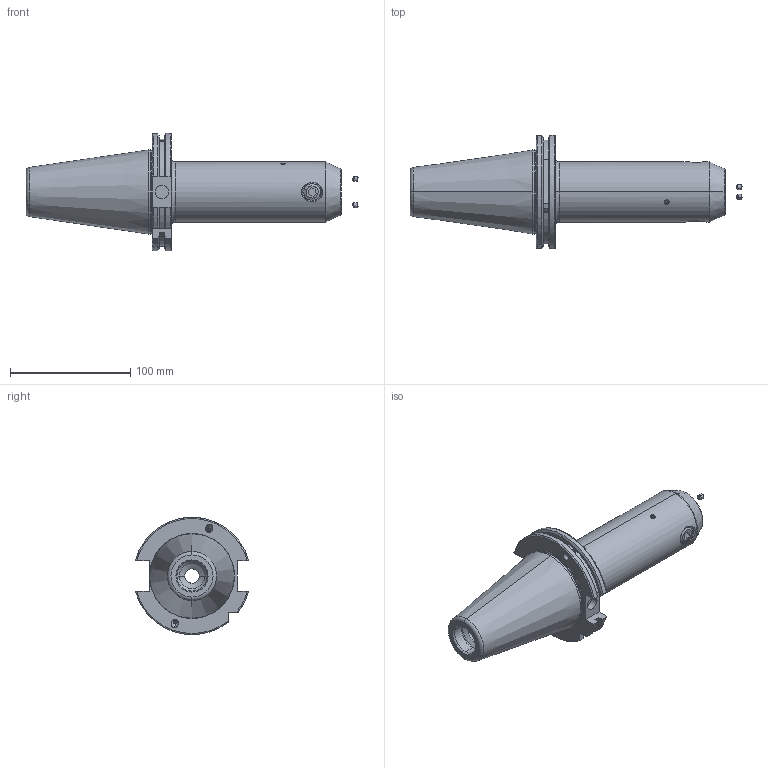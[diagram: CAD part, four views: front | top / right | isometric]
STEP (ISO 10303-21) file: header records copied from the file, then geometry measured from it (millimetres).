
FILE_DESCRIPTION (( 'STEP AP203' ), '1' );
FILE_NAME ('91506-WK218160.STEP', '2017-11-04T12:07:21', ( '' ), ( '' ), 'SwSTEP 2.0', 'SolidWorks 2009', '' );
FILE_SCHEMA (( 'CONFIG_CONTROL_DESIGN' ));
Length unit declared in the file: millimetre
Products named in the file (4): Copy of M4X4_DIN 913 - M4 x 4-N; M14X16_ISO 4026 - M12 x 12-N; SK50EK18160FWW; 91506-WK218160
Assembly tree (8 placements, depth 2):
  91506-WK218160
    Copy of M4X4_DIN 913 - M4 x 4-N  x6
    SK50EK18160FWW
    M14X16_ISO 4026 - M12 x 12-N
Bounding box: 275.84 x 94.05 x 97.5 mm (x, y, z)
Volume: 576844.7 mm3; surface area: 74403.6 mm2
Topology: 8 solids, 8 shells, 252 faces, 602 edges, 377 vertices
Faces by surface type: plane 93, cylinder 83, cone 52, torus 22, sphere 2
Entity records: 6680 total; most frequent: CARTESIAN_POINT 1959, DIRECTION 886, ORIENTED_EDGE 874, EDGE_CURVE 437, AXIS2_PLACEMENT_3D 353, VERTEX_POINT 274, EDGE_LOOP 205, LINE 180
